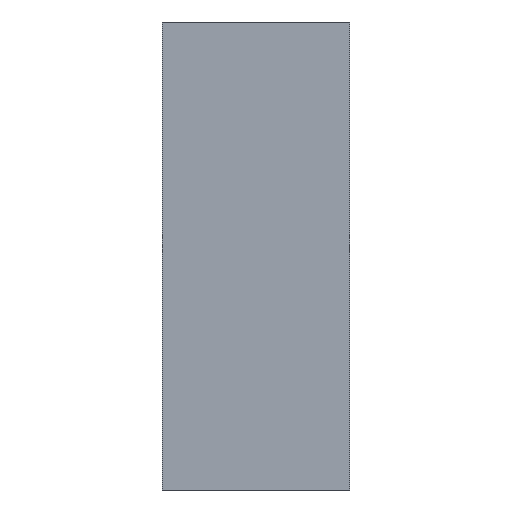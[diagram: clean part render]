
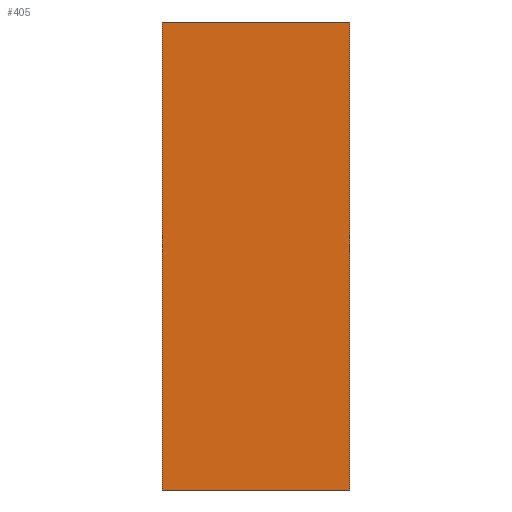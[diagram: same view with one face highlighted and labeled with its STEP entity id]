
A CAD part, left-side view. The second image highlights one B-rep face of the part: STEP entity #405.
In plain terms, the highlighted planar face has unit normal (-1, 0, 0).
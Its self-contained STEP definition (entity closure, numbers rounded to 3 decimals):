
#18 = VERTEX_POINT ( 'NONE', #388 ) ;
#66 = VECTOR ( 'NONE', #131, 1000. ) ;
#71 = VERTEX_POINT ( 'NONE', #507 ) ;
#88 = CARTESIAN_POINT ( 'NONE',  ( -3.5, 0.4, -1. ) ) ;
#131 = DIRECTION ( 'NONE',  ( 0., 0., 1. ) ) ;
#195 = DIRECTION ( 'NONE',  ( 1., 0., 0. ) ) ;
#196 = ORIENTED_EDGE ( 'NONE', *, *, #655, .F. ) ;
#198 = LINE ( 'NONE', #677, #66 ) ;
#229 = VECTOR ( 'NONE', #239, 1000. ) ;
#236 = EDGE_LOOP ( 'NONE', ( #879, #196, #584, #965 ) ) ;
#239 = DIRECTION ( 'NONE',  ( 0., -1., 0. ) ) ;
#278 = VECTOR ( 'NONE', #822, 1000. ) ;
#304 = LINE ( 'NONE', #88, #229 ) ;
#340 = PLANE ( 'NONE',  #943 ) ;
#388 = CARTESIAN_POINT ( 'NONE',  ( -3.5, -0.4, -1. ) ) ;
#401 = CARTESIAN_POINT ( 'NONE',  ( -3.5, 0.4, -1. ) ) ;
#405 = ADVANCED_FACE ( 'NONE', ( #843 ), #340, .F. ) ;
#441 = EDGE_CURVE ( 'NONE', #18, #71, #198, .T. ) ;
#472 = LINE ( 'NONE', #984, #278 ) ;
#490 = EDGE_CURVE ( 'NONE', #922, #18, #304, .T. ) ;
#491 = EDGE_CURVE ( 'NONE', #922, #743, #818, .T. ) ;
#507 = CARTESIAN_POINT ( 'NONE',  ( -3.5, -0.4, 1. ) ) ;
#522 = DIRECTION ( 'NONE',  ( 0., 0., -1. ) ) ;
#584 = ORIENTED_EDGE ( 'NONE', *, *, #491, .F. ) ;
#615 = CARTESIAN_POINT ( 'NONE',  ( -3.5, 0.4, -1. ) ) ;
#631 = VECTOR ( 'NONE', #953, 1000. ) ;
#655 = EDGE_CURVE ( 'NONE', #743, #71, #472, .T. ) ;
#677 = CARTESIAN_POINT ( 'NONE',  ( -3.5, -0.4, -1. ) ) ;
#734 = CARTESIAN_POINT ( 'NONE',  ( -3.5, 0.4, -1. ) ) ;
#743 = VERTEX_POINT ( 'NONE', #766 ) ;
#766 = CARTESIAN_POINT ( 'NONE',  ( -3.5, 0.4, 1. ) ) ;
#818 = LINE ( 'NONE', #401, #631 ) ;
#822 = DIRECTION ( 'NONE',  ( 0., -1., 0. ) ) ;
#843 = FACE_OUTER_BOUND ( 'NONE', #236, .T. ) ;
#879 = ORIENTED_EDGE ( 'NONE', *, *, #441, .T. ) ;
#922 = VERTEX_POINT ( 'NONE', #734 ) ;
#943 = AXIS2_PLACEMENT_3D ( 'NONE', #615, #195, #522 ) ;
#953 = DIRECTION ( 'NONE',  ( 0., 0., 1. ) ) ;
#965 = ORIENTED_EDGE ( 'NONE', *, *, #490, .T. ) ;
#984 = CARTESIAN_POINT ( 'NONE',  ( -3.5, 0.4, 1. ) ) ;
